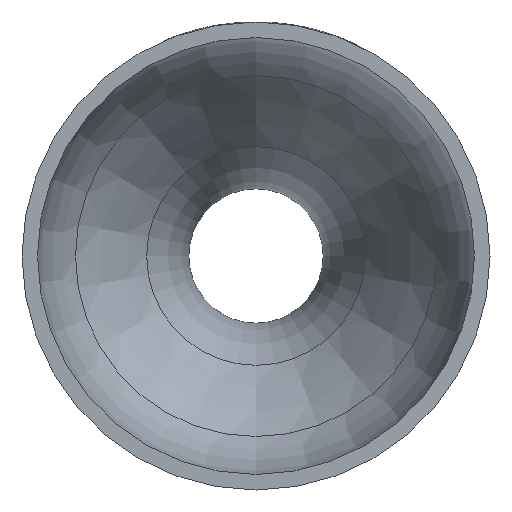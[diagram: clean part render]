
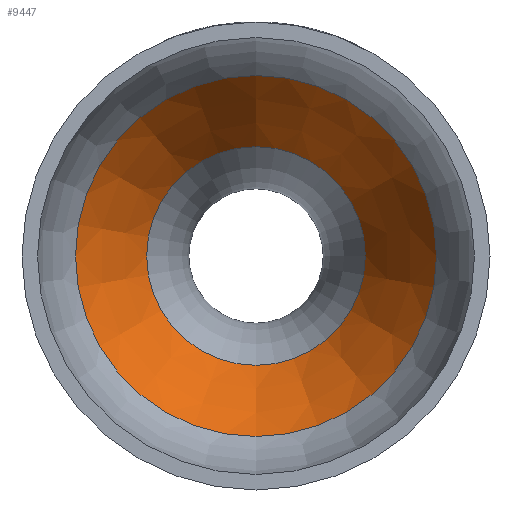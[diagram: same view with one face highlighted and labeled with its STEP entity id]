
A CAD part, front view. The second image highlights one B-rep face of the part: STEP entity #9447.
In plain terms, the highlighted conical face has half-angle 30.217 degrees and reference radius 23.259 mm.
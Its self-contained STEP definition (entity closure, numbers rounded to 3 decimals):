
#999 = DIRECTION ( 'NONE',  ( 0., -1., 0. ) ) ;
#1042 = AXIS2_PLACEMENT_3D ( 'NONE', #9681, #10583, #3987 ) ;
#1229 = FACE_OUTER_BOUND ( 'NONE', #12300, .T. ) ;
#2155 = ORIENTED_EDGE ( 'NONE', *, *, #7125, .T. ) ;
#2188 = EDGE_CURVE ( 'NONE', #6300, #6300, #5756, .T. ) ;
#2738 = CONICAL_SURFACE ( 'NONE', #1042, 23.259, 0.527 ) ;
#3165 = DIRECTION ( 'NONE',  ( 0., 0., -1. ) ) ;
#3336 = CARTESIAN_POINT ( 'NONE',  ( 0., 44.869, -14.085 ) ) ;
#3683 = CARTESIAN_POINT ( 'NONE',  ( 0., 44.869, 0. ) ) ;
#3987 = DIRECTION ( 'NONE',  ( 0., 0., -1. ) ) ;
#5756 = CIRCLE ( 'NONE', #6703, 14.085 ) ;
#6016 = FACE_BOUND ( 'NONE', #12165, .T. ) ;
#6300 = VERTEX_POINT ( 'NONE', #3336 ) ;
#6703 = AXIS2_PLACEMENT_3D ( 'NONE', #3683, #11432, #12530 ) ;
#7125 = EDGE_CURVE ( 'NONE', #12123, #12123, #7263, .T. ) ;
#7263 = CIRCLE ( 'NONE', #11588, 23.259 ) ;
#8620 = CARTESIAN_POINT ( 'NONE',  ( 0., 29.118, 0. ) ) ;
#9447 = ADVANCED_FACE ( 'NONE', ( #6016, #1229 ), #2738, .F. ) ;
#9681 = CARTESIAN_POINT ( 'NONE',  ( 0., 29.118, 0. ) ) ;
#9985 = ORIENTED_EDGE ( 'NONE', *, *, #2188, .F. ) ;
#10583 = DIRECTION ( 'NONE',  ( 0., -1., 0. ) ) ;
#11130 = CARTESIAN_POINT ( 'NONE',  ( 0., 29.118, -23.259 ) ) ;
#11432 = DIRECTION ( 'NONE',  ( 0., -1., 0. ) ) ;
#11588 = AXIS2_PLACEMENT_3D ( 'NONE', #8620, #999, #3165 ) ;
#12123 = VERTEX_POINT ( 'NONE', #11130 ) ;
#12165 = EDGE_LOOP ( 'NONE', ( #9985 ) ) ;
#12300 = EDGE_LOOP ( 'NONE', ( #2155 ) ) ;
#12530 = DIRECTION ( 'NONE',  ( 0., 0., -1. ) ) ;
